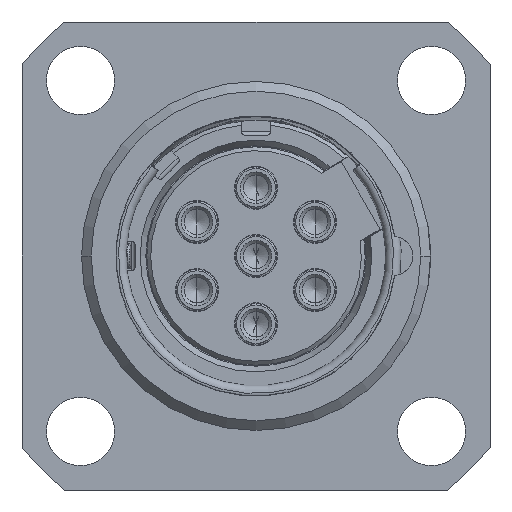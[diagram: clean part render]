
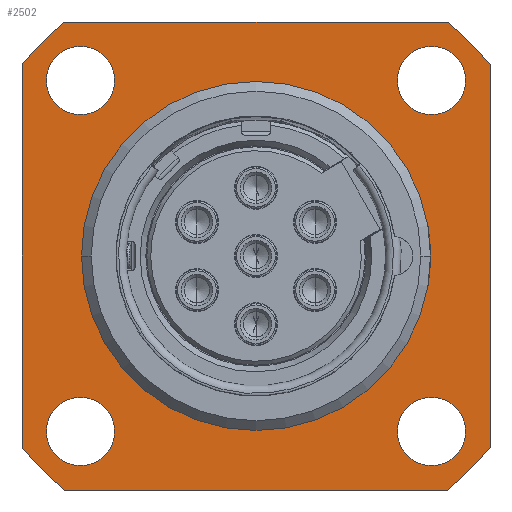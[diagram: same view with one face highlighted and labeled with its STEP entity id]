
A CAD part, left-side view. The second image highlights one B-rep face of the part: STEP entity #2502.
In plain terms, the highlighted planar face has unit normal (-1, 0, 0).
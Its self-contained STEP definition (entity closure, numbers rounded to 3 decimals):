
#201=CARTESIAN_POINT('',(5.5,0.,0.));
#202=DIRECTION('',(-1.,0.,0.));
#203=DIRECTION('',(0.,1.,0.));
#204=AXIS2_PLACEMENT_3D('',#201,#202,#203);
#498=CARTESIAN_POINT('',(5.5,0.,0.));
#499=DIRECTION('',(-1.,0.,0.));
#500=DIRECTION('',(0.,-1.,0.));
#501=AXIS2_PLACEMENT_3D('',#498,#499,#500);
#587=CARTESIAN_POINT('',(5.5,9.,9.));
#588=DIRECTION('',(-1.,0.,0.));
#589=DIRECTION('',(0.,0.,-1.));
#590=AXIS2_PLACEMENT_3D('',#587,#588,#589);
#592=CARTESIAN_POINT('',(5.5,9.,9.));
#593=DIRECTION('',(-1.,0.,0.));
#594=DIRECTION('',(0.,0.,1.));
#595=AXIS2_PLACEMENT_3D('',#592,#593,#594);
#597=CARTESIAN_POINT('',(5.5,9.,-9.));
#598=DIRECTION('',(-1.,0.,0.));
#599=DIRECTION('',(0.,0.,-1.));
#600=AXIS2_PLACEMENT_3D('',#597,#598,#599);
#602=CARTESIAN_POINT('',(5.5,9.,-9.));
#603=DIRECTION('',(-1.,0.,0.));
#604=DIRECTION('',(0.,0.,1.));
#605=AXIS2_PLACEMENT_3D('',#602,#603,#604);
#607=CARTESIAN_POINT('',(5.5,-9.,-9.));
#608=DIRECTION('',(-1.,0.,0.));
#609=DIRECTION('',(0.,0.,-1.));
#610=AXIS2_PLACEMENT_3D('',#607,#608,#609);
#612=CARTESIAN_POINT('',(5.5,-9.,-9.));
#613=DIRECTION('',(-1.,0.,0.));
#614=DIRECTION('',(0.,0.,1.));
#615=AXIS2_PLACEMENT_3D('',#612,#613,#614);
#617=CARTESIAN_POINT('',(5.5,-9.,9.));
#618=DIRECTION('',(-1.,0.,0.));
#619=DIRECTION('',(0.,0.,-1.));
#620=AXIS2_PLACEMENT_3D('',#617,#618,#619);
#622=CARTESIAN_POINT('',(5.5,-9.,9.));
#623=DIRECTION('',(-1.,0.,0.));
#624=DIRECTION('',(0.,0.,1.));
#625=AXIS2_PLACEMENT_3D('',#622,#623,#624);
#627=DIRECTION('',(0.,0.,1.));
#628=VECTOR('',#627,19.621);
#629=CARTESIAN_POINT('',(5.5,-12.,-9.811));
#630=LINE('282',#629,#628);
#631=CARTESIAN_POINT('',(5.5,0.,0.));
#632=DIRECTION('',(-1.,0.,0.));
#633=DIRECTION('',(0.,-0.633,-0.774));
#634=AXIS2_PLACEMENT_3D('',#631,#632,#633);
#636=DIRECTION('',(0.,-1.,0.));
#637=VECTOR('',#636,19.621);
#638=CARTESIAN_POINT('',(5.5,9.811,-12.));
#639=LINE('284',#638,#637);
#640=CARTESIAN_POINT('',(5.5,0.,0.));
#641=DIRECTION('',(-1.,0.,0.));
#642=DIRECTION('',(0.,0.774,-0.633));
#643=AXIS2_PLACEMENT_3D('',#640,#641,#642);
#645=DIRECTION('',(0.,0.,-1.));
#646=VECTOR('',#645,19.621);
#647=CARTESIAN_POINT('',(5.5,12.,9.811));
#648=LINE('286',#647,#646);
#649=CARTESIAN_POINT('',(5.5,0.,0.));
#650=DIRECTION('',(-1.,0.,0.));
#651=DIRECTION('',(0.,0.633,0.774));
#652=AXIS2_PLACEMENT_3D('',#649,#650,#651);
#654=DIRECTION('',(0.,1.,0.));
#655=VECTOR('',#654,19.621);
#656=CARTESIAN_POINT('',(5.5,-9.811,12.));
#657=LINE('288',#656,#655);
#658=CARTESIAN_POINT('',(5.5,0.,0.));
#659=DIRECTION('',(-1.,0.,0.));
#660=DIRECTION('',(0.,-0.774,0.633));
#661=AXIS2_PLACEMENT_3D('',#658,#659,#660);
#1466=CARTESIAN_POINT('',(5.5,-12.,-9.811));
#1467=CARTESIAN_POINT('',(5.5,-12.,9.811));
#1468=VERTEX_POINT('',#1466);
#1469=VERTEX_POINT('',#1467);
#1470=CARTESIAN_POINT('',(5.5,-9.811,-12.));
#1471=VERTEX_POINT('',#1470);
#1472=CARTESIAN_POINT('',(5.5,9.811,-12.));
#1473=VERTEX_POINT('',#1472);
#1474=CARTESIAN_POINT('',(5.5,12.,-9.811));
#1475=VERTEX_POINT('',#1474);
#1476=CARTESIAN_POINT('',(5.5,12.,9.811));
#1477=VERTEX_POINT('',#1476);
#1478=CARTESIAN_POINT('',(5.5,9.811,12.));
#1479=VERTEX_POINT('',#1478);
#1480=CARTESIAN_POINT('',(5.5,-9.811,12.));
#1481=VERTEX_POINT('',#1480);
#1486=CARTESIAN_POINT('',(5.5,-8.95,0.));
#1487=CARTESIAN_POINT('',(5.5,8.95,0.));
#1488=VERTEX_POINT('',#1486);
#1489=VERTEX_POINT('',#1487);
#1532=CARTESIAN_POINT('',(5.5,9.,7.25));
#1533=CARTESIAN_POINT('',(5.5,9.,10.75));
#1534=VERTEX_POINT('',#1532);
#1535=VERTEX_POINT('',#1533);
#1536=CARTESIAN_POINT('',(5.5,9.,-10.75));
#1537=CARTESIAN_POINT('',(5.5,9.,-7.25));
#1538=VERTEX_POINT('',#1536);
#1539=VERTEX_POINT('',#1537);
#1540=CARTESIAN_POINT('',(5.5,-9.,-10.75));
#1541=CARTESIAN_POINT('',(5.5,-9.,-7.25));
#1542=VERTEX_POINT('',#1540);
#1543=VERTEX_POINT('',#1541);
#1544=CARTESIAN_POINT('',(5.5,-9.,7.25));
#1545=CARTESIAN_POINT('',(5.5,-9.,10.75));
#1546=VERTEX_POINT('',#1544);
#1547=VERTEX_POINT('',#1545);
#2453=CARTESIAN_POINT('',(5.5,0.,0.));
#2454=DIRECTION('',(1.,0.,0.));
#2455=DIRECTION('',(0.,0.,-1.));
#2456=AXIS2_PLACEMENT_3D('',#2453,#2454,#2455);
#2457=PLANE('281',#2456);
#2459=ORIENTED_EDGE('282',*,*,#2458,.F.);
#2461=ORIENTED_EDGE('283',*,*,#2460,.F.);
#2463=ORIENTED_EDGE('284',*,*,#2462,.F.);
#2465=ORIENTED_EDGE('285',*,*,#2464,.F.);
#2467=ORIENTED_EDGE('286',*,*,#2466,.F.);
#2469=ORIENTED_EDGE('287',*,*,#2468,.F.);
#2471=ORIENTED_EDGE('288',*,*,#2470,.F.);
#2473=ORIENTED_EDGE('289',*,*,#2472,.F.);
#2474=EDGE_LOOP('281',(#2459,#2461,#2463,#2465,#2467,#2469,#2471,#2473));
#2475=FACE_OUTER_BOUND('281',#2474,.F.);
#2477=ORIENTED_EDGE('4483',*,*,#2476,.T.);
#2479=ORIENTED_EDGE('4484',*,*,#2478,.T.);
#2480=EDGE_LOOP('281',(#2477,#2479));
#2481=FACE_BOUND('281',#2480,.F.);
#2483=ORIENTED_EDGE('4485',*,*,#2482,.T.);
#2485=ORIENTED_EDGE('4486',*,*,#2484,.T.);
#2486=EDGE_LOOP('281',(#2483,#2485));
#2487=FACE_BOUND('281',#2486,.F.);
#2489=ORIENTED_EDGE('4487',*,*,#2488,.T.);
#2491=ORIENTED_EDGE('4488',*,*,#2490,.T.);
#2492=EDGE_LOOP('281',(#2489,#2491));
#2493=FACE_BOUND('281',#2492,.F.);
#2494=ORIENTED_EDGE('4481',*,*,#2433,.T.);
#2495=ORIENTED_EDGE('4482',*,*,#2447,.T.);
#2496=EDGE_LOOP('281',(#2494,#2495));
#2497=FACE_BOUND('281',#2496,.F.);
#2498=ORIENTED_EDGE('307',*,*,#2367,.T.);
#2499=ORIENTED_EDGE('309',*,*,#1879,.T.);
#2500=EDGE_LOOP('281',(#2498,#2499));
#2501=FACE_BOUND('281',#2500,.F.);
#205=CIRCLE('309',#204,8.95);
#502=CIRCLE('307',#501,8.95);
#591=CIRCLE('4481',#590,1.75);
#596=CIRCLE('4482',#595,1.75);
#601=CIRCLE('4483',#600,1.75);
#606=CIRCLE('4484',#605,1.75);
#611=CIRCLE('4485',#610,1.75);
#616=CIRCLE('4486',#615,1.75);
#621=CIRCLE('4487',#620,1.75);
#626=CIRCLE('4488',#625,1.75);
#635=CIRCLE('283',#634,15.5);
#644=CIRCLE('285',#643,15.5);
#653=CIRCLE('287',#652,15.5);
#662=CIRCLE('289',#661,15.5);
#1879=EDGE_CURVE('309',#1489,#1488,#205,.T.);
#2367=EDGE_CURVE('307',#1488,#1489,#502,.T.);
#2433=EDGE_CURVE('4481',#1534,#1535,#591,.T.);
#2447=EDGE_CURVE('4482',#1535,#1534,#596,.T.);
#2458=EDGE_CURVE('282',#1468,#1469,#630,.T.);
#2460=EDGE_CURVE('283',#1471,#1468,#635,.T.);
#2462=EDGE_CURVE('284',#1473,#1471,#639,.T.);
#2464=EDGE_CURVE('285',#1475,#1473,#644,.T.);
#2466=EDGE_CURVE('286',#1477,#1475,#648,.T.);
#2468=EDGE_CURVE('287',#1479,#1477,#653,.T.);
#2470=EDGE_CURVE('288',#1481,#1479,#657,.T.);
#2472=EDGE_CURVE('289',#1469,#1481,#662,.T.);
#2476=EDGE_CURVE('4483',#1538,#1539,#601,.T.);
#2478=EDGE_CURVE('4484',#1539,#1538,#606,.T.);
#2482=EDGE_CURVE('4485',#1542,#1543,#611,.T.);
#2484=EDGE_CURVE('4486',#1543,#1542,#616,.T.);
#2488=EDGE_CURVE('4487',#1546,#1547,#621,.T.);
#2490=EDGE_CURVE('4488',#1547,#1546,#626,.T.);
#2502=ADVANCED_FACE('281',(#2475,#2481,#2487,#2493,#2497,#2501),#2457,.F.);
